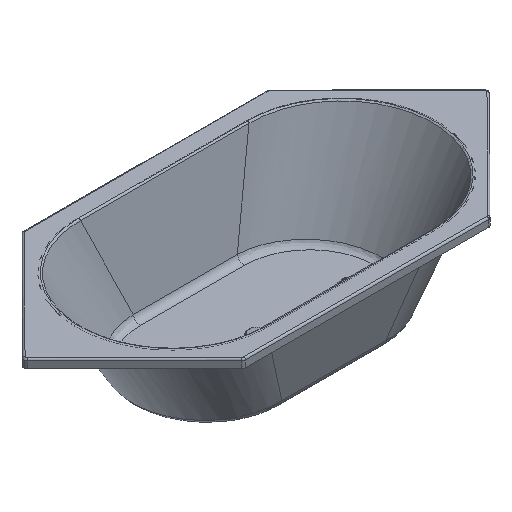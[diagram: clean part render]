
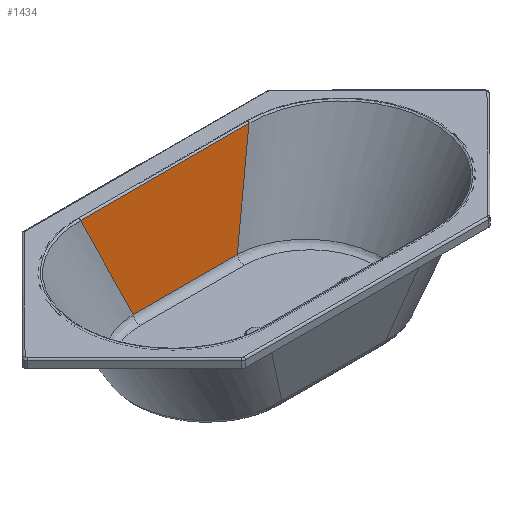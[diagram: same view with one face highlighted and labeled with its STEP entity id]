
A CAD part, isometric view. The second image highlights one B-rep face of the part: STEP entity #1434.
In plain terms, the highlighted planar face has unit normal (0, -0.978, 0.208).
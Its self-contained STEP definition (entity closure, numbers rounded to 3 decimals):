
#535=CARTESIAN_POINT('',(349.287,5.879,-5.545));
#536=VERTEX_POINT('',#535);
#725=CARTESIAN_POINT('',(1033.76,5.879,-5.545));
#726=VERTEX_POINT('',#725);
#743=CARTESIAN_POINT('',(349.287,5.879,-5.545));
#744=DIRECTION('',(1.0,0.0,0.0));
#745=VECTOR('',#744,684.473);
#746=LINE('',#743,#745);
#747=EDGE_CURVE('',#536,#726,#746,.T.);
#1403=CARTESIAN_POINT('',(898.881,-77.501,-397.921));
#1404=DIRECTION('',(0.,0.978,-0.208));
#1405=DIRECTION('',(0.,0.208,0.978));
#1406=AXIS2_PLACEMENT_3D('',#1403,#1404,#1405);
#1407=PLANE('',#1406);
#1408=ORIENTED_EDGE('',*,*,#747,.F.);
#1409=CARTESIAN_POINT('',(486.801,-70.768,-366.236));
#1410=VERTEX_POINT('',#1409);
#1411=CARTESIAN_POINT('',(486.801,-70.768,-366.236));
#1412=CARTESIAN_POINT('',(440.963,-45.219,-246.006));
#1413=CARTESIAN_POINT('',(395.125,-19.67,-125.775));
#1414=CARTESIAN_POINT('',(349.287,5.879,-5.545));
#1415=B_SPLINE_CURVE_WITH_KNOTS('',3,(#1411,#1412,#1413,#1414),.UNSPECIFIED.,.F.,.U.,(4,4),(0.079,0.981),.UNSPECIFIED.);
#1416=EDGE_CURVE('',#1410,#536,#1415,.T.);
#1417=ORIENTED_EDGE('',*,*,#1416,.F.);
#1418=CARTESIAN_POINT('',(909.773,-70.768,-366.236));
#1419=VERTEX_POINT('',#1418);
#1420=CARTESIAN_POINT('',(909.773,-70.768,-366.236));
#1421=DIRECTION('',(-1.0,0.0,0.0));
#1422=VECTOR('',#1421,422.972);
#1423=LINE('',#1420,#1422);
#1424=EDGE_CURVE('',#1419,#1410,#1423,.T.);
#1425=ORIENTED_EDGE('',*,*,#1424,.F.);
#1426=CARTESIAN_POINT('',(909.773,-70.768,-366.236));
#1427=DIRECTION('',(0.319,0.197,0.927));
#1428=VECTOR('',#1427,389.031);
#1429=LINE('',#1426,#1428);
#1430=EDGE_CURVE('',#1419,#726,#1429,.T.);
#1431=ORIENTED_EDGE('',*,*,#1430,.T.);
#1432=EDGE_LOOP('',(#1408,#1417,#1425,#1431));
#1433=FACE_OUTER_BOUND('',#1432,.T.);
#1434=ADVANCED_FACE('',(#1433),#1407,.F.);
